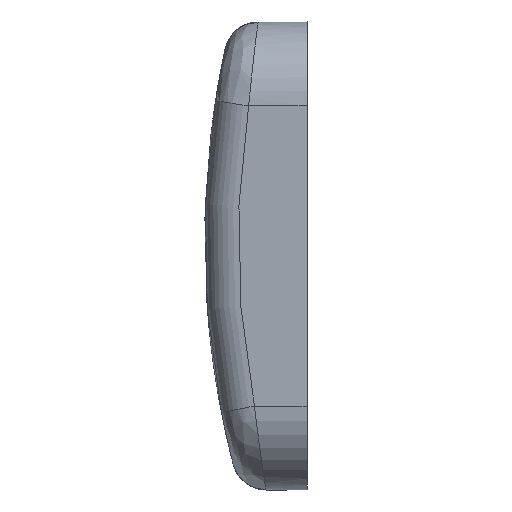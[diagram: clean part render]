
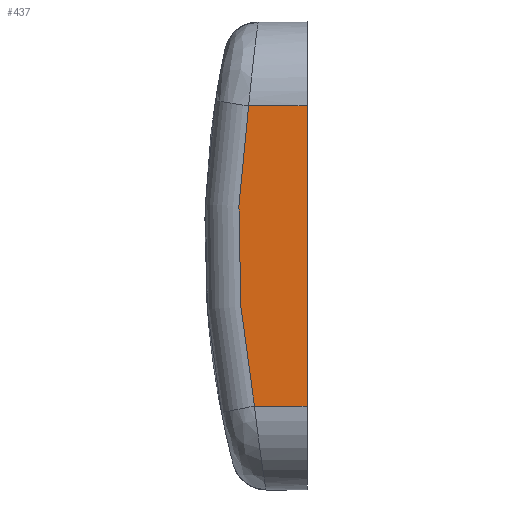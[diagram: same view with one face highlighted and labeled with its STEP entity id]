
A CAD part, left-side view. The second image highlights one B-rep face of the part: STEP entity #437.
In plain terms, the highlighted planar face has unit normal (-1, 0, 0).
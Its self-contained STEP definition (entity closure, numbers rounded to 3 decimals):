
#118 = CARTESIAN_POINT ( 'NONE',  ( -31.6, -37.923, 11.929 ) ) ;
#172 = ORIENTED_EDGE ( 'NONE', *, *, #1432, .T. ) ;
#185 = CARTESIAN_POINT ( 'NONE',  ( -31.6, 5.1, 4. ) ) ;
#385 = DIRECTION ( 'NONE',  ( -1., 0., 0. ) ) ;
#393 = LINE ( 'NONE', #185, #781 ) ;
#433 = DIRECTION ( 'NONE',  ( 0., -1., 0. ) ) ;
#437 = ADVANCED_FACE ( 'NONE', ( #2683 ), #958, .F. ) ;
#697 = ORIENTED_EDGE ( 'NONE', *, *, #3244, .F. ) ;
#698 = DIRECTION ( 'NONE',  ( 0., -1., 0. ) ) ;
#781 = VECTOR ( 'NONE', #698, 1000. ) ;
#887 = EDGE_CURVE ( 'NONE', #2714, #2685, #1750, .T. ) ;
#958 = PLANE ( 'NONE',  #1828 ) ;
#1207 = CARTESIAN_POINT ( 'NONE',  ( -31.6, 0., 18.3 ) ) ;
#1211 = CARTESIAN_POINT ( 'NONE',  ( -31.6, 0., 4. ) ) ;
#1276 = ORIENTED_EDGE ( 'NONE', *, *, #1961, .T. ) ;
#1358 = VERTEX_POINT ( 'NONE', #2441 ) ;
#1432 = EDGE_CURVE ( 'NONE', #2972, #1358, #1506, .T. ) ;
#1506 = CIRCLE ( 'NONE', #1989, 41.2 ) ;
#1746 = DIRECTION ( 'NONE',  ( 0., 0., -1. ) ) ;
#1750 = LINE ( 'NONE', #1207, #2431 ) ;
#1828 = AXIS2_PLACEMENT_3D ( 'NONE', #2895, #3547, #1746 ) ;
#1961 = EDGE_CURVE ( 'NONE', #1358, #2714, #393, .T. ) ;
#1978 = CARTESIAN_POINT ( 'NONE',  ( -31.6, 2.782, 18.3 ) ) ;
#1989 = AXIS2_PLACEMENT_3D ( 'NONE', #118, #385, #3006 ) ;
#2116 = LINE ( 'NONE', #3551, #2833 ) ;
#2431 = VECTOR ( 'NONE', #3492, 1000. ) ;
#2441 = CARTESIAN_POINT ( 'NONE',  ( -31.6, 2.508, 4. ) ) ;
#2572 = ORIENTED_EDGE ( 'NONE', *, *, #887, .T. ) ;
#2683 = FACE_OUTER_BOUND ( 'NONE', #3110, .T. ) ;
#2685 = VERTEX_POINT ( 'NONE', #3457 ) ;
#2714 = VERTEX_POINT ( 'NONE', #1211 ) ;
#2833 = VECTOR ( 'NONE', #433, 1000. ) ;
#2895 = CARTESIAN_POINT ( 'NONE',  ( -31.6, 5.1, 18.3 ) ) ;
#2972 = VERTEX_POINT ( 'NONE', #1978 ) ;
#3006 = DIRECTION ( 'NONE',  ( 0., 0., -1. ) ) ;
#3110 = EDGE_LOOP ( 'NONE', ( #697, #172, #1276, #2572 ) ) ;
#3244 = EDGE_CURVE ( 'NONE', #2972, #2685, #2116, .T. ) ;
#3457 = CARTESIAN_POINT ( 'NONE',  ( -31.6, 0., 18.3 ) ) ;
#3492 = DIRECTION ( 'NONE',  ( 0., 0., 1. ) ) ;
#3547 = DIRECTION ( 'NONE',  ( 1., 0., 0. ) ) ;
#3551 = CARTESIAN_POINT ( 'NONE',  ( -31.6, 5.1, 18.3 ) ) ;
